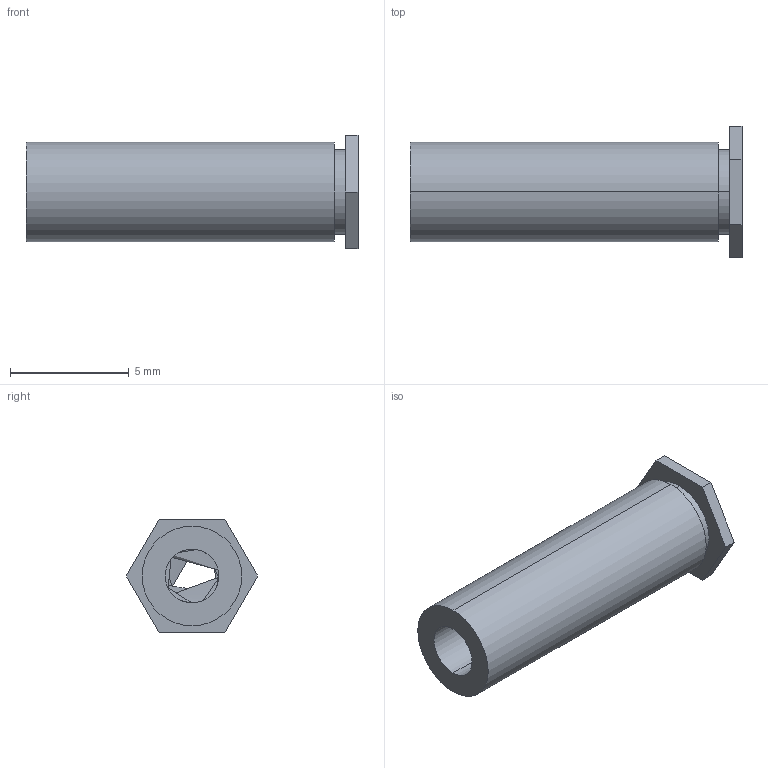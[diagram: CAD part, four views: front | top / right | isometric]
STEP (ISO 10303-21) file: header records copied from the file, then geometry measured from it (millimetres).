
FILE_DESCRIPTION (( 'STEP AP203' ), '1' );
FILE_NAME ('93090A635.STEP', '2017-08-03T21:06:56', ( '' ), ( '' ), 'SwSTEP 2.0', 'SolidWorks 2016', '' );
FILE_SCHEMA (( 'CONFIG_CONTROL_DESIGN' ));
Length unit declared in the file: millimetre
Products named in the file (1): 93090A635
Bounding box: 14 x 5.54 x 4.8 mm (x, y, z)
Volume: 122.1 mm3; surface area: 399 mm2
Topology: 1 solids, 1 shells, 64 faces, 177 edges, 118 vertices
Faces by surface type: cylinder 47, plane 11, cone 3, bspline 3
Entity records: 5109 total; most frequent: CARTESIAN_POINT 3655, ORIENTED_EDGE 354, DIRECTION 223, EDGE_CURVE 177, VERTEX_POINT 118, AXIS2_PLACEMENT_3D 78, EDGE_LOOP 69, LINE 67
